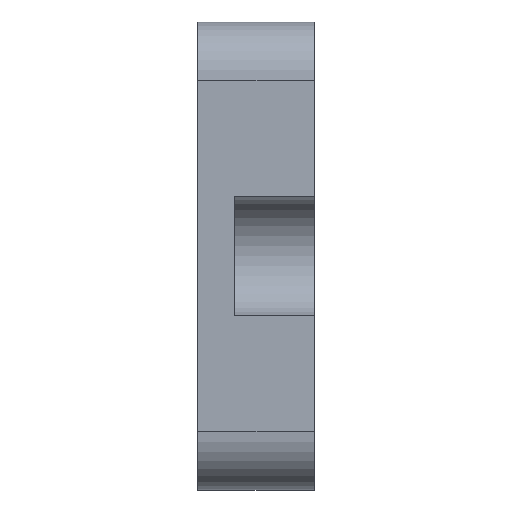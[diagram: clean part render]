
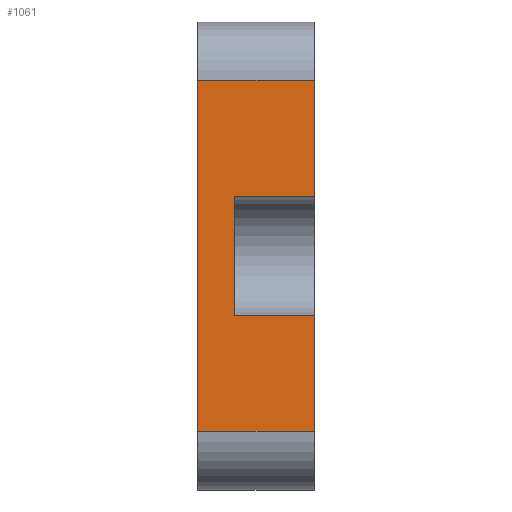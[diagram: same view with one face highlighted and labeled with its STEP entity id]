
A CAD part, left-side view. The second image highlights one B-rep face of the part: STEP entity #1061.
In plain terms, the highlighted planar face has unit normal (-1, 0, 0).
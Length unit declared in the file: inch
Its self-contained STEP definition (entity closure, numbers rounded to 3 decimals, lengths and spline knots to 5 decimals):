
#3 = CARTESIAN_POINT ( 'NONE',  ( -0.875, 0.25, -0.875 ) ) ;
#15 = DIRECTION ( 'NONE',  ( 0., 0., 1. ) ) ;
#54 = EDGE_CURVE ( 'NONE', #651, #1029, #828, .T. ) ;
#74 = DIRECTION ( 'NONE',  ( 0., 0., 1. ) ) ;
#76 = EDGE_CURVE ( 'NONE', #156, #1095, #775, .T. ) ;
#77 = EDGE_LOOP ( 'NONE', ( #1018, #974, #478, #245, #1128, #746, #119, #254 ) ) ;
#88 = CARTESIAN_POINT ( 'NONE',  ( -0.875, 0.17126, -0.37205 ) ) ;
#95 = CARTESIAN_POINT ( 'NONE',  ( -0.875, 0., 0. ) ) ;
#100 = VECTOR ( 'NONE', #15, 39.37008 ) ;
#117 = PLANE ( 'NONE',  #207 ) ;
#119 = ORIENTED_EDGE ( 'NONE', *, *, #513, .T. ) ;
#146 = EDGE_CURVE ( 'NONE', #347, #954, #846, .T. ) ;
#154 = DIRECTION ( 'NONE',  ( 0., 1., 0. ) ) ;
#156 = VERTEX_POINT ( 'NONE', #677 ) ;
#207 = AXIS2_PLACEMENT_3D ( 'NONE', #402, #296, #1122 ) ;
#220 = DIRECTION ( 'NONE',  ( 0., -1., 0. ) ) ;
#234 = CARTESIAN_POINT ( 'NONE',  ( -0.875, 0., 0. ) ) ;
#245 = ORIENTED_EDGE ( 'NONE', *, *, #884, .T. ) ;
#254 = ORIENTED_EDGE ( 'NONE', *, *, #735, .T. ) ;
#278 = CARTESIAN_POINT ( 'NONE',  ( -0.875, 0., -0.62795 ) ) ;
#291 = VECTOR ( 'NONE', #386, 39.37008 ) ;
#296 = DIRECTION ( 'NONE',  ( 1., 0., 0. ) ) ;
#304 = VECTOR ( 'NONE', #220, 39.37008 ) ;
#339 = CARTESIAN_POINT ( 'NONE',  ( -0.875, 0.25, -0.125 ) ) ;
#347 = VERTEX_POINT ( 'NONE', #1135 ) ;
#386 = DIRECTION ( 'NONE',  ( 0., 0., 1. ) ) ;
#401 = DIRECTION ( 'NONE',  ( 0., -1., 0. ) ) ;
#402 = CARTESIAN_POINT ( 'NONE',  ( -0.875, 0.25, 0. ) ) ;
#403 = CARTESIAN_POINT ( 'NONE',  ( -0.875, 0.34064, -0.37205 ) ) ;
#405 = EDGE_CURVE ( 'NONE', #830, #954, #1001, .T. ) ;
#419 = EDGE_CURVE ( 'NONE', #1095, #1029, #1025, .T. ) ;
#425 = VECTOR ( 'NONE', #1028, 39.37008 ) ;
#453 = VECTOR ( 'NONE', #154, 39.37008 ) ;
#478 = ORIENTED_EDGE ( 'NONE', *, *, #54, .F. ) ;
#513 = EDGE_CURVE ( 'NONE', #347, #622, #623, .T. ) ;
#534 = DIRECTION ( 'NONE',  ( 0., 0., 1. ) ) ;
#542 = CARTESIAN_POINT ( 'NONE',  ( -0.875, 0.17126, 0. ) ) ;
#622 = VERTEX_POINT ( 'NONE', #88 ) ;
#623 = LINE ( 'NONE', #542, #662 ) ;
#651 = VERTEX_POINT ( 'NONE', #3 ) ;
#662 = VECTOR ( 'NONE', #74, 39.37008 ) ;
#675 = CARTESIAN_POINT ( 'NONE',  ( -0.875, 0., -0.875 ) ) ;
#677 = CARTESIAN_POINT ( 'NONE',  ( -0.875, 0., -0.37205 ) ) ;
#735 = EDGE_CURVE ( 'NONE', #622, #156, #1160, .T. ) ;
#744 = CARTESIAN_POINT ( 'NONE',  ( -0.875, 0.34064, -0.62795 ) ) ;
#746 = ORIENTED_EDGE ( 'NONE', *, *, #146, .F. ) ;
#772 = CARTESIAN_POINT ( 'NONE',  ( -0.875, 0.25, -0.875 ) ) ;
#775 = LINE ( 'NONE', #95, #291 ) ;
#818 = VECTOR ( 'NONE', #401, 39.37008 ) ;
#828 = LINE ( 'NONE', #919, #100 ) ;
#830 = VERTEX_POINT ( 'NONE', #675 ) ;
#846 = LINE ( 'NONE', #744, #818 ) ;
#856 = CARTESIAN_POINT ( 'NONE',  ( -0.875, 0., -0.125 ) ) ;
#874 = VECTOR ( 'NONE', #534, 39.37008 ) ;
#884 = EDGE_CURVE ( 'NONE', #651, #830, #968, .T. ) ;
#892 = FACE_OUTER_BOUND ( 'NONE', #77, .T. ) ;
#919 = CARTESIAN_POINT ( 'NONE',  ( -0.875, 0.25, 0. ) ) ;
#954 = VERTEX_POINT ( 'NONE', #278 ) ;
#968 = LINE ( 'NONE', #772, #304 ) ;
#974 = ORIENTED_EDGE ( 'NONE', *, *, #419, .T. ) ;
#1001 = LINE ( 'NONE', #234, #874 ) ;
#1018 = ORIENTED_EDGE ( 'NONE', *, *, #76, .T. ) ;
#1025 = LINE ( 'NONE', #339, #453 ) ;
#1028 = DIRECTION ( 'NONE',  ( 0., -1., 0. ) ) ;
#1029 = VERTEX_POINT ( 'NONE', #1161 ) ;
#1061 = ADVANCED_FACE ( 'NONE', ( #892 ), #117, .F. ) ;
#1095 = VERTEX_POINT ( 'NONE', #856 ) ;
#1122 = DIRECTION ( 'NONE',  ( 0., 0., -1. ) ) ;
#1128 = ORIENTED_EDGE ( 'NONE', *, *, #405, .T. ) ;
#1135 = CARTESIAN_POINT ( 'NONE',  ( -0.875, 0.17126, -0.62795 ) ) ;
#1160 = LINE ( 'NONE', #403, #425 ) ;
#1161 = CARTESIAN_POINT ( 'NONE',  ( -0.875, 0.25, -0.125 ) ) ;
